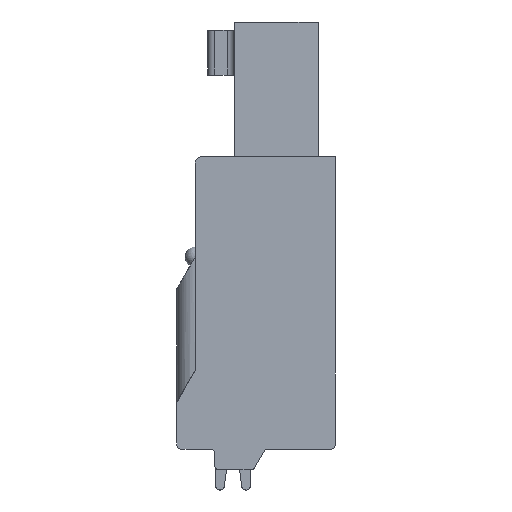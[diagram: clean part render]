
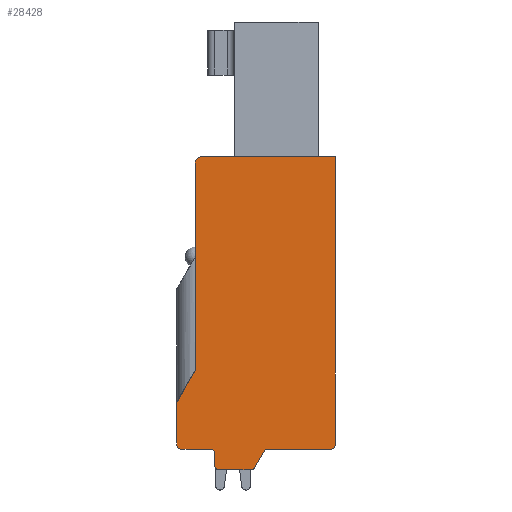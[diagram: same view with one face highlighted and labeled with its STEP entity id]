
A CAD part, front view. The second image highlights one B-rep face of the part: STEP entity #28428.
In plain terms, the highlighted planar face has unit normal (0, -1, 0).
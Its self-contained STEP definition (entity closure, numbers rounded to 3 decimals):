
#3005=DIRECTION('',(0.,0.,-1.));
#3006=VECTOR('',#3005,10.141);
#3007=CARTESIAN_POINT('',(-6.85,0.,-0.3));
#3008=LINE('',#3007,#3006);
#3420=DIRECTION('',(0.,0.,-1.));
#3421=VECTOR('',#3420,2.1);
#3422=CARTESIAN_POINT('',(-7.75,0.,-12.));
#3423=LINE('',#3422,#3421);
#3436=DIRECTION('',(1.,0.,0.));
#3437=VECTOR('',#3436,1.45);
#3438=CARTESIAN_POINT('',(-7.55,0.,-14.3));
#3439=LINE('',#3438,#3437);
#3444=DIRECTION('',(1.,0.,0.));
#3445=VECTOR('',#3444,3.107);
#3446=CARTESIAN_POINT('',(-3.307,0.,-14.3));
#3447=LINE('',#3446,#3445);
#3876=DIRECTION('',(0.,0.,1.));
#3877=VECTOR('',#3876,14.1);
#3878=CARTESIAN_POINT('',(0.,0.,-14.1));
#3879=LINE('',#3878,#3877);
#4690=DIRECTION('',(1.,0.,0.));
#4691=VECTOR('',#4690,6.55);
#4692=CARTESIAN_POINT('',(-6.55,0.,0.));
#4693=LINE('',#4692,#4691);
#4694=CARTESIAN_POINT('',(-0.2,0.,-14.1));
#4695=DIRECTION('',(0.,1.,0.));
#4696=DIRECTION('',(1.,0.,0.));
#4697=AXIS2_PLACEMENT_3D('',#4694,#4695,#4696);
#4699=CARTESIAN_POINT('',(-3.307,0.,-14.5));
#4700=DIRECTION('',(0.,-1.,0.));
#4701=DIRECTION('',(0.,0.,1.));
#4702=AXIS2_PLACEMENT_3D('',#4699,#4700,#4701);
#4704=DIRECTION('',(-0.5,0.,-0.866));
#4705=VECTOR('',#4704,0.924);
#4706=CARTESIAN_POINT('',(-3.48,0.,-14.4));
#4707=LINE('',#4706,#4705);
#4708=CARTESIAN_POINT('',(-4.115,0.,-15.1));
#4709=DIRECTION('',(0.,1.,0.));
#4710=DIRECTION('',(0.866,0.,-0.5));
#4711=AXIS2_PLACEMENT_3D('',#4708,#4709,#4710);
#4713=CARTESIAN_POINT('',(-5.7,0.,-15.1));
#4714=DIRECTION('',(0.,1.,0.));
#4715=DIRECTION('',(0.,0.,-1.));
#4716=AXIS2_PLACEMENT_3D('',#4713,#4714,#4715);
#4718=CARTESIAN_POINT('',(-6.1,0.,-14.5));
#4719=DIRECTION('',(0.,-1.,0.));
#4720=DIRECTION('',(1.,0.,0.));
#4721=AXIS2_PLACEMENT_3D('',#4718,#4719,#4720);
#4723=CARTESIAN_POINT('',(-7.55,0.,-14.1));
#4724=DIRECTION('',(0.,1.,0.));
#4725=DIRECTION('',(0.,0.,-1.));
#4726=AXIS2_PLACEMENT_3D('',#4723,#4724,#4725);
#4728=DIRECTION('',(0.5,0.,0.866));
#4729=VECTOR('',#4728,1.8);
#4730=CARTESIAN_POINT('',(-7.75,0.,-12.));
#4731=LINE('',#4730,#4729);
#4732=CARTESIAN_POINT('',(-6.55,0.,-0.3));
#4733=DIRECTION('',(0.,1.,0.));
#4734=DIRECTION('',(-1.,0.,0.));
#4735=AXIS2_PLACEMENT_3D('',#4732,#4733,#4734);
#4785=DIRECTION('',(0.,0.,-1.));
#4786=VECTOR('',#4785,0.6);
#4787=CARTESIAN_POINT('',(-5.9,0.,-14.5));
#4788=LINE('',#4787,#4786);
#4797=DIRECTION('',(1.,0.,0.));
#4798=VECTOR('',#4797,1.585);
#4799=CARTESIAN_POINT('',(-5.7,0.,-15.3));
#4800=LINE('',#4799,#4798);
#17923=CARTESIAN_POINT('',(-6.85,0.,-0.3));
#17924=VERTEX_POINT('',#17923);
#17925=CARTESIAN_POINT('',(-6.85,0.,-10.441));
#17926=VERTEX_POINT('',#17925);
#17992=CARTESIAN_POINT('',(-7.75,0.,-12.));
#17993=VERTEX_POINT('',#17992);
#17994=CARTESIAN_POINT('',(-7.75,0.,-14.1));
#17995=VERTEX_POINT('',#17994);
#17996=CARTESIAN_POINT('',(-7.55,0.,-14.3));
#17997=VERTEX_POINT('',#17996);
#17998=CARTESIAN_POINT('',(-6.1,0.,-14.3));
#17999=VERTEX_POINT('',#17998);
#18004=CARTESIAN_POINT('',(-3.307,0.,-14.3));
#18005=VERTEX_POINT('',#18004);
#18006=CARTESIAN_POINT('',(-0.2,0.,-14.3));
#18007=VERTEX_POINT('',#18006);
#18064=CARTESIAN_POINT('',(0.,0.,-14.1));
#18065=VERTEX_POINT('',#18064);
#18066=CARTESIAN_POINT('',(0.,0.,0.));
#18067=VERTEX_POINT('',#18066);
#18068=CARTESIAN_POINT('',(-6.55,0.,0.));
#18069=VERTEX_POINT('',#18068);
#18096=CARTESIAN_POINT('',(-3.48,0.,-14.4));
#18097=VERTEX_POINT('',#18096);
#18098=CARTESIAN_POINT('',(-3.942,0.,-15.2));
#18099=VERTEX_POINT('',#18098);
#18100=CARTESIAN_POINT('',(-4.115,0.,-15.3));
#18101=VERTEX_POINT('',#18100);
#18102=CARTESIAN_POINT('',(-5.7,0.,-15.3));
#18103=VERTEX_POINT('',#18102);
#18104=CARTESIAN_POINT('',(-5.9,0.,-15.1));
#18105=VERTEX_POINT('',#18104);
#18106=CARTESIAN_POINT('',(-5.9,0.,-14.5));
#18107=VERTEX_POINT('',#18106);
#28395=CARTESIAN_POINT('',(0.,0.,0.));
#28396=DIRECTION('',(0.,1.,0.));
#28397=DIRECTION('',(1.,0.,0.));
#28398=AXIS2_PLACEMENT_3D('',#28395,#28396,#28397);
#28399=PLANE('',#28398);
#28400=ORIENTED_EDGE('',*,*,#27685,.T.);
#28401=ORIENTED_EDGE('',*,*,#27656,.F.);
#28402=ORIENTED_EDGE('',*,*,#27641,.T.);
#28403=ORIENTED_EDGE('',*,*,#27064,.F.);
#28405=ORIENTED_EDGE('',*,*,#28404,.T.);
#28407=ORIENTED_EDGE('',*,*,#28406,.T.);
#28409=ORIENTED_EDGE('',*,*,#28408,.T.);
#28411=ORIENTED_EDGE('',*,*,#28410,.F.);
#28413=ORIENTED_EDGE('',*,*,#28412,.T.);
#28415=ORIENTED_EDGE('',*,*,#28414,.F.);
#28417=ORIENTED_EDGE('',*,*,#28416,.T.);
#28418=ORIENTED_EDGE('',*,*,#27056,.F.);
#28419=ORIENTED_EDGE('',*,*,#27033,.T.);
#28420=ORIENTED_EDGE('',*,*,#27018,.F.);
#28422=ORIENTED_EDGE('',*,*,#28421,.T.);
#28423=ORIENTED_EDGE('',*,*,#26518,.F.);
#28425=ORIENTED_EDGE('',*,*,#28424,.T.);
#28426=EDGE_LOOP('',(#28400,#28401,#28402,#28403,#28405,#28407,#28409,#28411,
#28413,#28415,#28417,#28418,#28419,#28420,#28422,#28423,#28425));
#28427=FACE_OUTER_BOUND('',#28426,.F.);
#4698=CIRCLE('',#4697,0.2);
#4703=CIRCLE('',#4702,0.2);
#4712=CIRCLE('',#4711,0.2);
#4717=CIRCLE('',#4716,0.2);
#4722=CIRCLE('',#4721,0.2);
#4727=CIRCLE('',#4726,0.2);
#4736=CIRCLE('',#4735,0.3);
#26518=EDGE_CURVE('',#17924,#17926,#3008,.T.);
#27018=EDGE_CURVE('',#17993,#17995,#3423,.T.);
#27033=EDGE_CURVE('',#17997,#17995,#4727,.T.);
#27056=EDGE_CURVE('',#17997,#17999,#3439,.T.);
#27064=EDGE_CURVE('',#18005,#18007,#3447,.T.);
#27641=EDGE_CURVE('',#18065,#18007,#4698,.T.);
#27656=EDGE_CURVE('',#18065,#18067,#3879,.T.);
#27685=EDGE_CURVE('',#18069,#18067,#4693,.T.);
#28404=EDGE_CURVE('',#18005,#18097,#4703,.T.);
#28406=EDGE_CURVE('',#18097,#18099,#4707,.T.);
#28408=EDGE_CURVE('',#18099,#18101,#4712,.T.);
#28410=EDGE_CURVE('',#18103,#18101,#4800,.T.);
#28412=EDGE_CURVE('',#18103,#18105,#4717,.T.);
#28414=EDGE_CURVE('',#18107,#18105,#4788,.T.);
#28416=EDGE_CURVE('',#18107,#17999,#4722,.T.);
#28421=EDGE_CURVE('',#17993,#17926,#4731,.T.);
#28424=EDGE_CURVE('',#17924,#18069,#4736,.T.);
#28428=ADVANCED_FACE('',(#28427),#28399,.F.);
